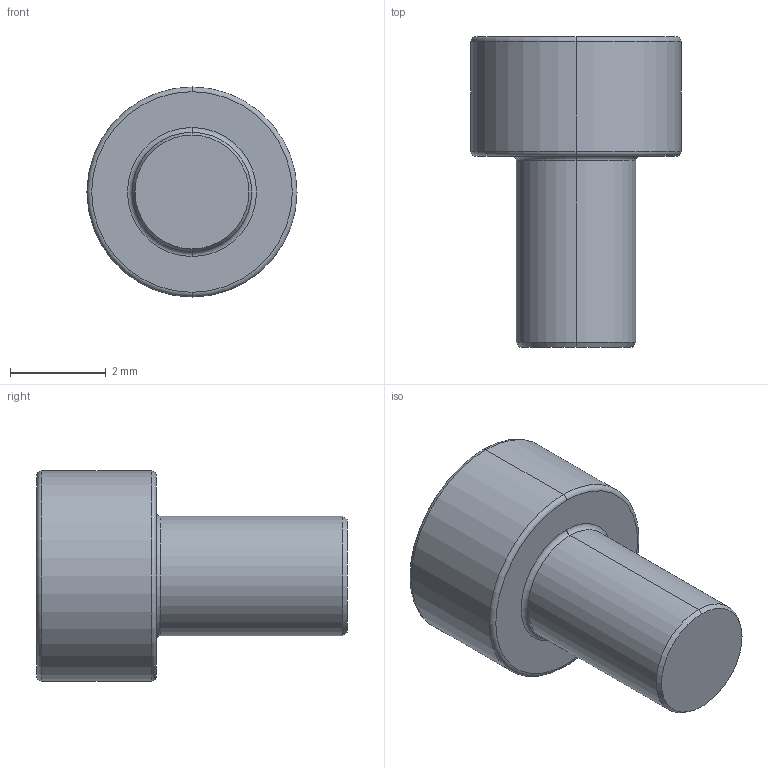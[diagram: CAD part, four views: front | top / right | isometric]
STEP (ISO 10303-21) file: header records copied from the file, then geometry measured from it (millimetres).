
FILE_DESCRIPTION (( 'STEP AP203' ), '1' );
FILE_NAME ('2037-A.STEP', '2015-10-02T12:51:59', ( '' ), ( '' ), 'SwSTEP 2.0', 'SolidWorks 2015', '' );
FILE_SCHEMA (( 'CONFIG_CONTROL_DESIGN' ));
Length unit declared in the file: millimetre
Products named in the file (1): 2037-A
Bounding box: 4.4 x 6.5 x 4.4 mm (x, y, z)
Volume: 50.6 mm3; surface area: 108.1 mm2
Topology: 1 solids, 1 shells, 28 faces, 58 edges, 34 vertices
Faces by surface type: cylinder 10, plane 10, torus 6, cone 2
Entity records: 809 total; most frequent: CARTESIAN_POINT 139, DIRECTION 132, ORIENTED_EDGE 116, EDGE_CURVE 58, AXIS2_PLACEMENT_3D 51, VERTEX_POINT 34, VECTOR 30, EDGE_LOOP 30
